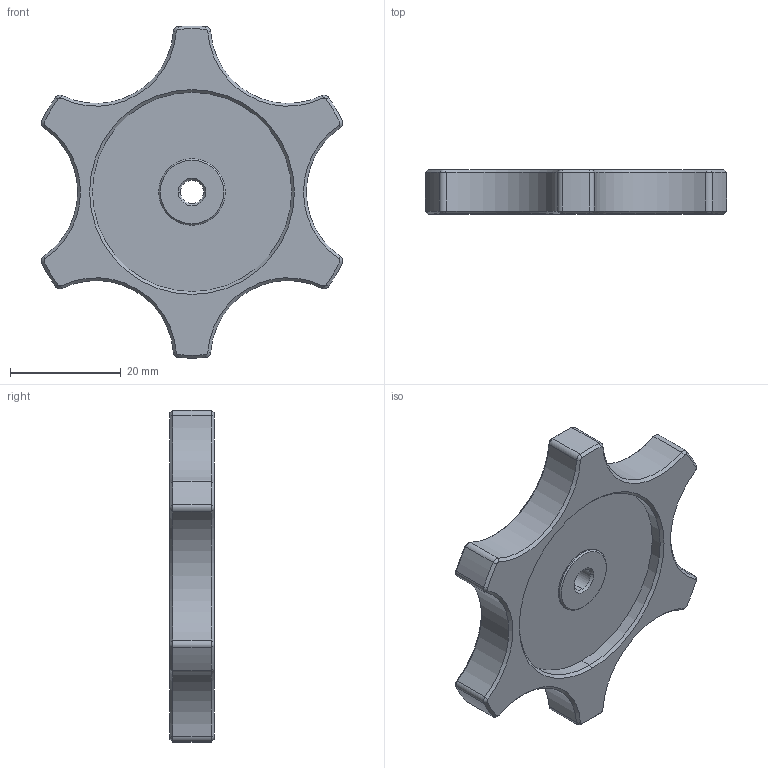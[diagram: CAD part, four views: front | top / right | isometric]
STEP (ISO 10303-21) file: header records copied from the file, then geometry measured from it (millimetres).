
FILE_DESCRIPTION(('FreeCAD Model'),'2;1');
FILE_NAME('Open CASCADE Shape Model','2025-01-06T10:06:01',(''),(''), 'Open CASCADE STEP processor 7.6','FreeCAD','Unknown');
FILE_SCHEMA(('AUTOMOTIVE_DESIGN { 1 0 10303 214 1 1 1 1 }'));
Length unit declared in the file: millimetre
Products named in the file (3): SM_STOPPER_NUT_V2; SOLID001; SHELL001
Assembly tree (2 placements, depth 2):
  SM_STOPPER_NUT_V2
    SOLID001
    SHELL001
Bounding box: 54.42 x 8 x 59.98 mm (x, y, z)
Volume: 9938.4 mm3; surface area: 5928.4 mm2
Topology: 1 solids, 2 shells, 102 faces, 230 edges, 134 vertices
Faces by surface type: bspline 102
Entity records: 3930 total; most frequent: CARTESIAN_POINT 1791, ORIENTED_EDGE 456, DIRECTION 370, EDGE_CURVE 230, AXIS2_PLACEMENT_3D 137, VERTEX_POINT 134, CIRCLE 134, FACE_BOUND 108
